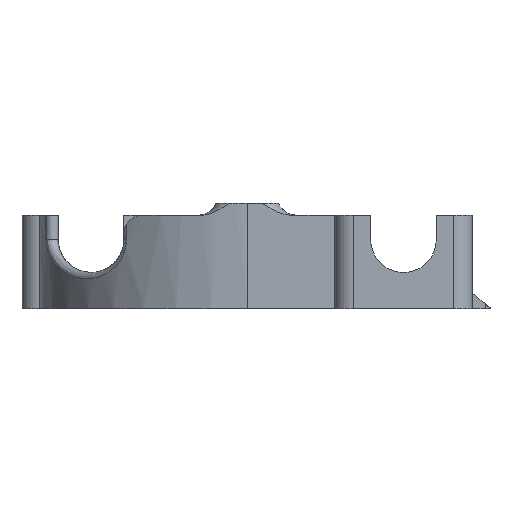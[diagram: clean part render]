
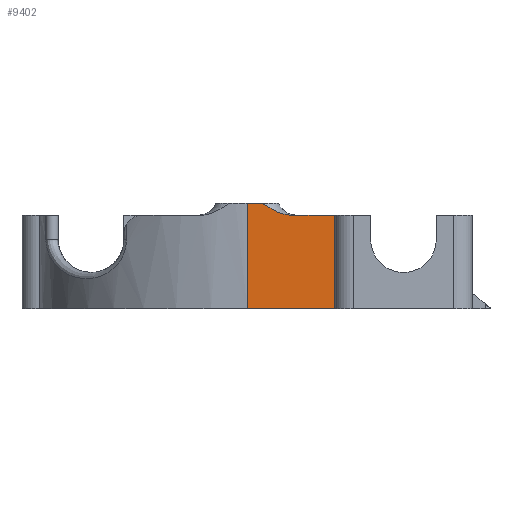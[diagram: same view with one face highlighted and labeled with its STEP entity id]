
A CAD part, left-side view. The second image highlights one B-rep face of the part: STEP entity #9402.
In plain terms, the highlighted planar face has unit normal (-1, 0, 0).
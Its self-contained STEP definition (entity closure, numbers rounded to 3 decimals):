
#285 = EDGE_CURVE ( 'NONE', #4878, #4881, #12074, .T. ) ;
#418 = CARTESIAN_POINT ( 'NONE',  ( -73.016, 1.765, 14.985 ) ) ;
#421 = CARTESIAN_POINT ( 'NONE',  ( -73.016, 8.772, 14.985 ) ) ;
#485 = CARTESIAN_POINT ( 'NONE',  ( -73.016, 1.765, 0. ) ) ;
#1155 = ORIENTED_EDGE ( 'NONE', *, *, #4242, .F. ) ;
#1156 = ORIENTED_EDGE ( 'NONE', *, *, #6127, .F. ) ;
#1157 = ORIENTED_EDGE ( 'NONE', *, *, #6128, .T. ) ;
#1158 = ORIENTED_EDGE ( 'NONE', *, *, #285, .T. ) ;
#1159 = ORIENTED_EDGE ( 'NONE', *, *, #3917, .T. ) ;
#1160 = ORIENTED_EDGE ( 'NONE', *, *, #4072, .F. ) ;
#1297 = CARTESIAN_POINT ( 'NONE',  ( -73.016, 1.765, -38.153 ) ) ;
#1298 = DIRECTION ( 'NONE',  ( 0., 0., 1. ) ) ;
#1547 = VECTOR ( 'NONE', #3203, 1000. ) ;
#1551 = LINE ( 'NONE', #3202, #1547 ) ;
#1896 = FACE_OUTER_BOUND ( 'NONE', #12276, .T. ) ;
#2313 = CARTESIAN_POINT ( 'NONE',  ( -73.016, 15.725, 0. ) ) ;
#2343 = CARTESIAN_POINT ( 'NONE',  ( -73.016, 15.725, 16.885 ) ) ;
#2872 = CARTESIAN_POINT ( 'NONE',  ( -73.016, 15.725, 0. ) ) ;
#2873 = DIRECTION ( 'NONE',  ( 0., 1., 0. ) ) ;
#3184 = CARTESIAN_POINT ( 'NONE',  ( -73.016, 9.223, 14.985 ) ) ;
#3185 = CARTESIAN_POINT ( 'NONE',  ( -73.016, 8.772, 14.985 ) ) ;
#3202 = CARTESIAN_POINT ( 'NONE',  ( -73.016, 13.725, 16.885 ) ) ;
#3203 = DIRECTION ( 'NONE',  ( 0., -1., 0. ) ) ;
#3207 = CARTESIAN_POINT ( 'NONE',  ( -73.016, 9.663, 15.058 ) ) ;
#3208 = CARTESIAN_POINT ( 'NONE',  ( -73.016, 10.309, 15.251 ) ) ;
#3209 = CARTESIAN_POINT ( 'NONE',  ( -73.016, 10.52, 15.328 ) ) ;
#3210 = CARTESIAN_POINT ( 'NONE',  ( -73.016, 10.932, 15.504 ) ) ;
#3211 = CARTESIAN_POINT ( 'NONE',  ( -73.016, 11.133, 15.602 ) ) ;
#3212 = CARTESIAN_POINT ( 'NONE',  ( -73.016, 11.725, 15.918 ) ) ;
#3213 = CARTESIAN_POINT ( 'NONE',  ( -73.016, 12.103, 16.163 ) ) ;
#3214 = CARTESIAN_POINT ( 'NONE',  ( -73.016, 12.678, 16.514 ) ) ;
#3215 = CARTESIAN_POINT ( 'NONE',  ( -73.016, 12.872, 16.63 ) ) ;
#3216 = CARTESIAN_POINT ( 'NONE',  ( -73.016, 13.178, 16.769 ) ) ;
#3217 = CARTESIAN_POINT ( 'NONE',  ( -73.016, 13.282, 16.81 ) ) ;
#3218 = CARTESIAN_POINT ( 'NONE',  ( -73.016, 13.499, 16.868 ) ) ;
#3219 = CARTESIAN_POINT ( 'NONE',  ( -73.016, 13.612, 16.885 ) ) ;
#3220 = CARTESIAN_POINT ( 'NONE',  ( -73.016, 13.725, 16.885 ) ) ;
#3433 = CARTESIAN_POINT ( 'NONE',  ( -73.016, 15.725, -74.039 ) ) ;
#3434 = DIRECTION ( 'NONE',  ( 0., 0., 1. ) ) ;
#3917 = EDGE_CURVE ( 'NONE', #4946, #4878, #5089, .T. ) ;
#4072 = EDGE_CURVE ( 'NONE', #4946, #12357, #6253, .T. ) ;
#4242 = EDGE_CURVE ( 'NONE', #12357, #12387, #10516, .T. ) ;
#4408 = B_SPLINE_CURVE_WITH_KNOTS ( 'NONE', 3,
 ( #3185, #3184, #3207, #3208, #3209, #3210, #3211, #3212, #3213, #3214, #3215, #3216, #3217, #3218, #3219, #3220 ),
 .UNSPECIFIED., .F., .F.,
 ( 4, 2, 2, 2, 2, 2, 2, 4 ),
 ( 0., 0.001, 0.002, 0.003, 0.004, 0.005, 0.005, 0.005 ),
 .UNSPECIFIED. ) ;
#4878 = VERTEX_POINT ( 'NONE', #418 ) ;
#4881 = VERTEX_POINT ( 'NONE', #421 ) ;
#4946 = VERTEX_POINT ( 'NONE', #485 ) ;
#5089 = LINE ( 'NONE', #1297, #5092 ) ;
#5092 = VECTOR ( 'NONE', #1298, 1000. ) ;
#6127 = EDGE_CURVE ( 'NONE', #12387, #9155, #1551, .T. ) ;
#6128 = EDGE_CURVE ( 'NONE', #4881, #9155, #4408, .T. ) ;
#6253 = LINE ( 'NONE', #2872, #6256 ) ;
#6256 = VECTOR ( 'NONE', #2873, 1000. ) ;
#8564 = CARTESIAN_POINT ( 'NONE',  ( -73.016, 15.725, 14.985 ) ) ;
#8570 = DIRECTION ( 'NONE',  ( 0., 1., 0. ) ) ;
#9155 = VERTEX_POINT ( 'NONE', #11250 ) ;
#9402 = ADVANCED_FACE ( 'NONE', ( #1896 ), #11642, .T. ) ;
#10516 = LINE ( 'NONE', #3433, #10519 ) ;
#10519 = VECTOR ( 'NONE', #3434, 1000. ) ;
#10802 = AXIS2_PLACEMENT_3D ( 'NONE', #11635, #11645, #11646 ) ;
#11250 = CARTESIAN_POINT ( 'NONE',  ( -73.016, 13.725, 16.885 ) ) ;
#11635 = CARTESIAN_POINT ( 'NONE',  ( -73.016, 15.725, -74.039 ) ) ;
#11642 = PLANE ( 'NONE',  #10802 ) ;
#11645 = DIRECTION ( 'NONE',  ( -1., 0., 0. ) ) ;
#11646 = DIRECTION ( 'NONE',  ( 0., -1., 0. ) ) ;
#12074 = LINE ( 'NONE', #8564, #12081 ) ;
#12081 = VECTOR ( 'NONE', #8570, 1000. ) ;
#12276 = EDGE_LOOP ( 'NONE', ( #1160, #1159, #1158, #1157, #1156, #1155 ) ) ;
#12357 = VERTEX_POINT ( 'NONE', #2313 ) ;
#12387 = VERTEX_POINT ( 'NONE', #2343 ) ;
